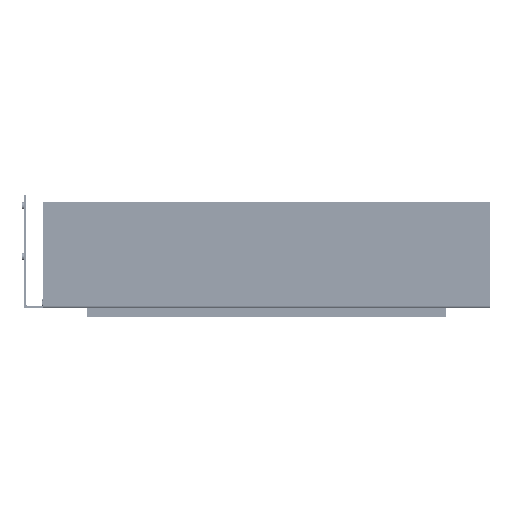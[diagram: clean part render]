
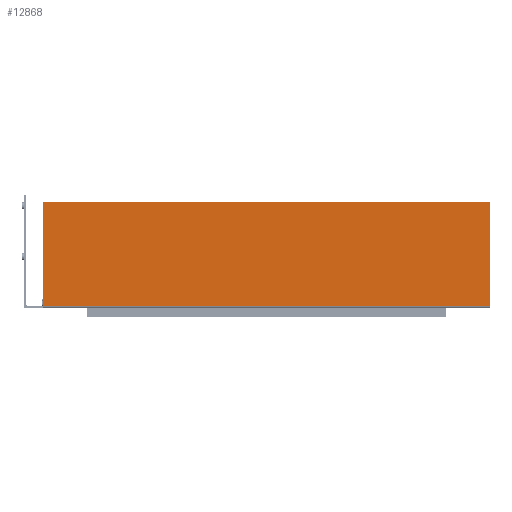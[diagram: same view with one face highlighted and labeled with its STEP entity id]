
A CAD part, front view. The second image highlights one B-rep face of the part: STEP entity #12868.
In plain terms, the highlighted planar face has unit normal (0, -1, 0).
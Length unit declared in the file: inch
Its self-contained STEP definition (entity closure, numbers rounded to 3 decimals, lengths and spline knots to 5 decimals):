
#599 = ORIENTED_EDGE ( 'NONE', *, *, #42281, .F. ) ;
#2633 = ORIENTED_EDGE ( 'NONE', *, *, #78824, .T. ) ;
#8357 = DIRECTION ( 'NONE',  ( -1., 0., 0. ) ) ;
#9664 = DIRECTION ( 'NONE',  ( 0., 0., -1. ) ) ;
#12868 = ADVANCED_FACE ( 'NONE', ( #37762 ), #93996, .T. ) ;
#23837 = CARTESIAN_POINT ( 'NONE',  ( -18.58268, -23.805, 0.11024 ) ) ;
#27417 = VERTEX_POINT ( 'NONE', #42736 ) ;
#27800 = EDGE_LOOP ( 'NONE', ( #599, #95011, #58586, #2633 ) ) ;
#28349 = CARTESIAN_POINT ( 'NONE',  ( -0.74803, -23.805, 0.11024 ) ) ;
#28578 = LINE ( 'NONE', #46915, #46653 ) ;
#29059 = DIRECTION ( 'NONE',  ( 1., 0., 0. ) ) ;
#30694 = CARTESIAN_POINT ( 'NONE',  ( -18.58268, -23.805, 4.72441 ) ) ;
#33226 = VERTEX_POINT ( 'NONE', #88525 ) ;
#33595 = LINE ( 'NONE', #79179, #58875 ) ;
#34581 = LINE ( 'NONE', #38156, #80592 ) ;
#35819 = VECTOR ( 'NONE', #29059, 39.37008 ) ;
#37762 = FACE_OUTER_BOUND ( 'NONE', #27800, .T. ) ;
#38156 = CARTESIAN_POINT ( 'NONE',  ( -0.74803, -23.805, 4.72441 ) ) ;
#42281 = EDGE_CURVE ( 'NONE', #68249, #82507, #33595, .T. ) ;
#42736 = CARTESIAN_POINT ( 'NONE',  ( 1.1811, -23.805, 0.11024 ) ) ;
#46653 = VECTOR ( 'NONE', #100534, 39.37008 ) ;
#46915 = CARTESIAN_POINT ( 'NONE',  ( 1.1811, -23.805, -0.59055 ) ) ;
#48173 = AXIS2_PLACEMENT_3D ( 'NONE', #78408, #86847, #9664 ) ;
#48933 = DIRECTION ( 'NONE',  ( 0., 0., 1. ) ) ;
#56336 = LINE ( 'NONE', #28349, #35819 ) ;
#58586 = ORIENTED_EDGE ( 'NONE', *, *, #78934, .F. ) ;
#58875 = VECTOR ( 'NONE', #48933, 39.37008 ) ;
#68249 = VERTEX_POINT ( 'NONE', #23837 ) ;
#71248 = EDGE_CURVE ( 'NONE', #68249, #27417, #56336, .T. ) ;
#78408 = CARTESIAN_POINT ( 'NONE',  ( -17.37782, -23.805, -0.59055 ) ) ;
#78824 = EDGE_CURVE ( 'NONE', #33226, #82507, #34581, .T. ) ;
#78934 = EDGE_CURVE ( 'NONE', #33226, #27417, #28578, .T. ) ;
#79179 = CARTESIAN_POINT ( 'NONE',  ( -18.58268, -23.805, -0.59055 ) ) ;
#80592 = VECTOR ( 'NONE', #8357, 39.37008 ) ;
#82507 = VERTEX_POINT ( 'NONE', #30694 ) ;
#86847 = DIRECTION ( 'NONE',  ( 0., -1., 0. ) ) ;
#88525 = CARTESIAN_POINT ( 'NONE',  ( 1.1811, -23.805, 4.72441 ) ) ;
#93996 = PLANE ( 'NONE',  #48173 ) ;
#95011 = ORIENTED_EDGE ( 'NONE', *, *, #71248, .T. ) ;
#100534 = DIRECTION ( 'NONE',  ( 0., 0., -1. ) ) ;
